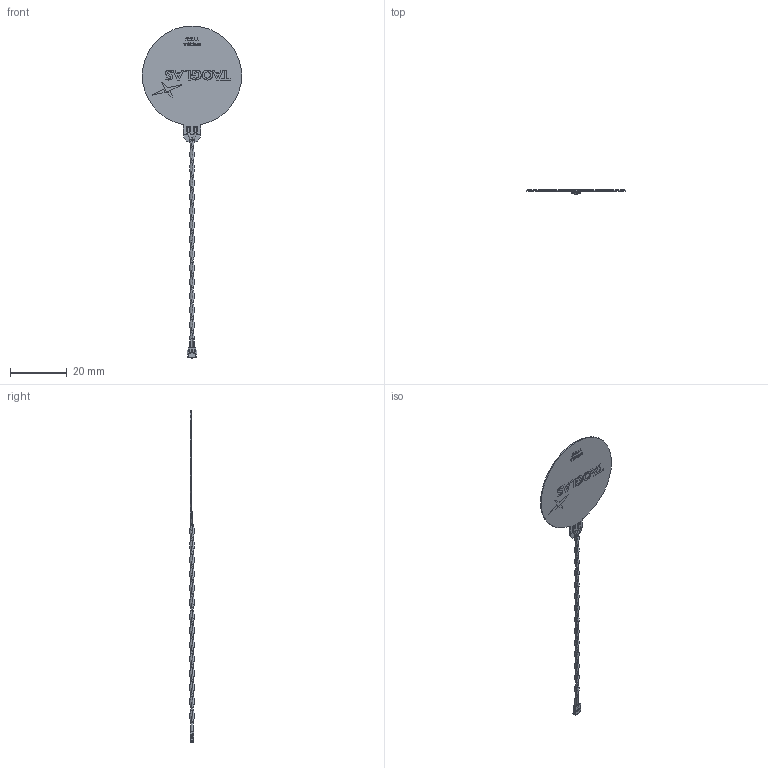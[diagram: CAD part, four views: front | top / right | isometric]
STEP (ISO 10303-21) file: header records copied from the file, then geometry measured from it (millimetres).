
FILE_DESCRIPTION (( 'STEP AP214' ), '1' );
FILE_NAME ('FXC.35.52.0075X.A.dg_Web.STEP', '2024-08-02T01:19:53', ( '' ), ( '' ), 'SwSTEP 2.0', 'SolidWorks 2022', '' );
FILE_SCHEMA (( 'AUTOMOTIVE_DESIGN' ));
Length unit declared in the file: millimetre
Products named in the file (1): FXC.35.52.0075X.A.dg_Web
Bounding box: 35 x 1.6 x 116.99 mm (x, y, z)
Surface area: 2434.2 mm2 (no closed solid volume)
Topology: 0 solids, 7 shells, 196 faces, 971 edges, 752 vertices
Faces by surface type: plane 138, bspline 31, cylinder 23, cone 4
Entity records: 18919 total; most frequent: CARTESIAN_POINT 9874, ORIENTED_EDGE 1386, DIRECTION 1093, EDGE_CURVE 967, VERTEX_POINT 752, LINE 629, VECTOR 629, B_SPLINE_CURVE_WITH_KNOTS 260
